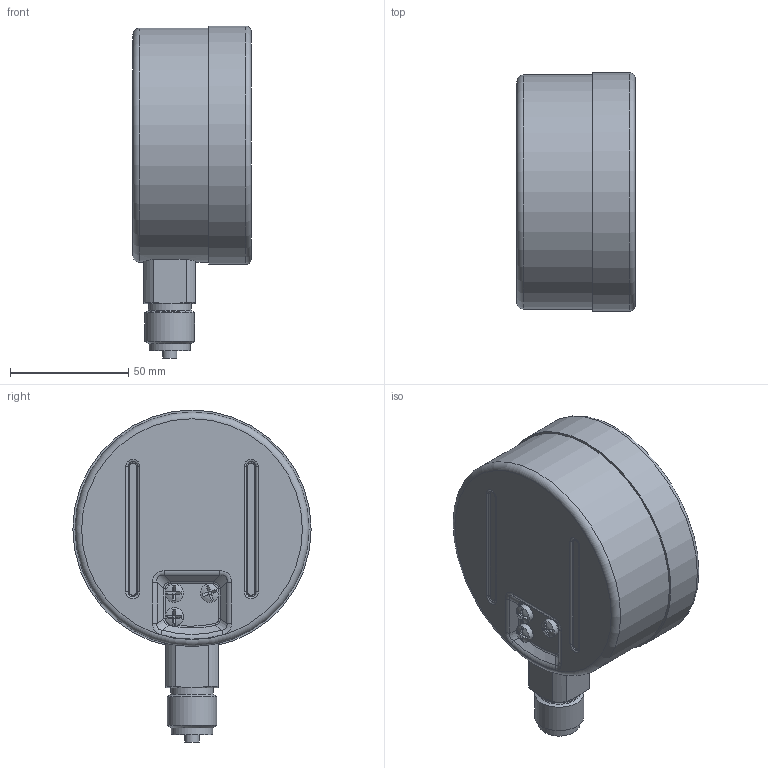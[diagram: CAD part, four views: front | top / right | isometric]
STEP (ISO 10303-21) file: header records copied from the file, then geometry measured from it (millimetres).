
FILE_DESCRIPTION(/* description */ (''),/* implementation_level */ '2;1');
FILE_NAME(/* name */ 'KP100Ch_D402_351XX402.stp',/* time_stamp */ '2018-01-12T13:07:57+01:00',/* author */ ('acgl'),/* organization */ (''),/* preprocessor_version */ 'ST-DEVELOPER v15.6',/* originating_system */ 'Autodesk Inventor 2015',/* authorisation */ '');
FILE_SCHEMA (('AUTOMOTIVE_DESIGN { 1 0 10303 214 3 1 1 }'));
Length unit declared in the file: centimetre
Products named in the file (1): KP100Ch_D402_351XX402
Bounding box: 49.99 x 100.8 x 140.4 mm (x, y, z)
Volume: 386366.6 mm3; surface area: 34568.8 mm2
Topology: 1 solids, 1 shells, 169 faces, 448 edges, 290 vertices
Faces by surface type: plane 67, bspline 49, cylinder 29, torus 17, cone 7
Full cylindrical faces by diameter (mm): 6 x1, 7.8 x3, 17.5 x1, 18 x1, 20.96 x1, 99 x1, 100.8 x1
Entity records: 6889 total; most frequent: CARTESIAN_POINT 3075, ORIENTED_EDGE 856, DIRECTION 576, EDGE_CURVE 428, VERTEX_POINT 288, AXIS2_PLACEMENT_3D 215, EDGE_LOOP 196, B_SPLINE_CURVE_WITH_KNOTS 177
